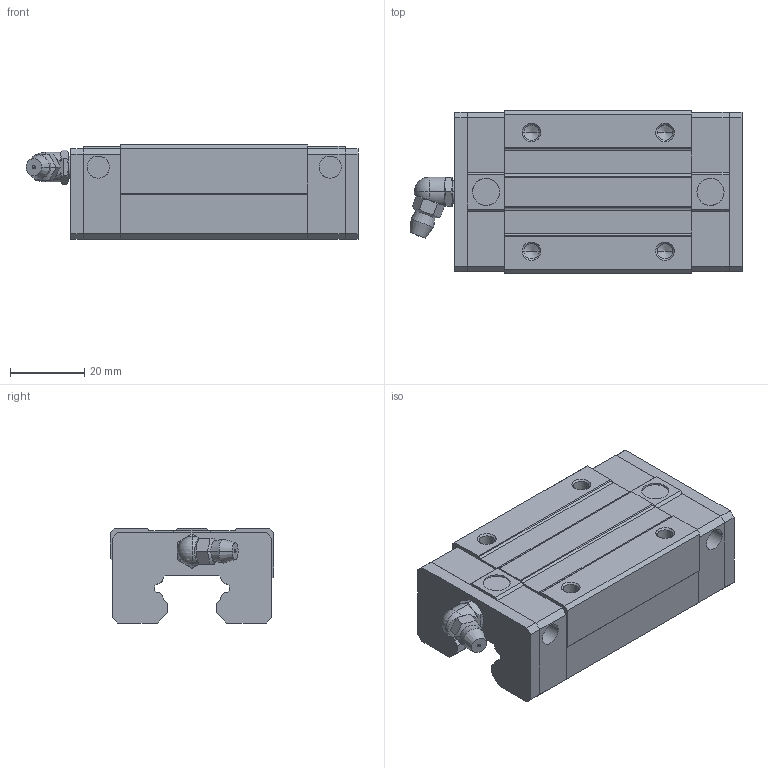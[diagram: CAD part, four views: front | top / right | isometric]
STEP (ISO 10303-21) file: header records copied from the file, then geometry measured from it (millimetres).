
FILE_DESCRIPTION(('CATIA V5 STEP Exchange'),'2;1');
FILE_NAME('HGH20CA.stp','2016-11-21T06:43:08+00:00',('none'),('none'),'CATIA Version 5-6 Release 2014 SP3','CATIA V5 STEP AP203','none');
FILE_SCHEMA(('CONFIG_CONTROL_DESIGN'));
Length unit declared in the file: millimetre
Products named in the file (1): HGH20CA
Bounding box: 89.5 x 44 x 25.4 mm (x, y, z)
Volume: 66788.9 mm3; surface area: 22733 mm2
Topology: 1 solids, 1 shells, 275 faces, 739 edges, 475 vertices
Faces by surface type: plane 174, cylinder 49, cone 46, sphere 6
Entity records: 9140 total; most frequent: CARTESIAN_POINT 2584, ORIENTED_EDGE 1454, DIRECTION 1119, EDGE_CURVE 727, VECTOR 511, LINE 511, VERTEX_POINT 475, AXIS2_PLACEMENT_3D 362
